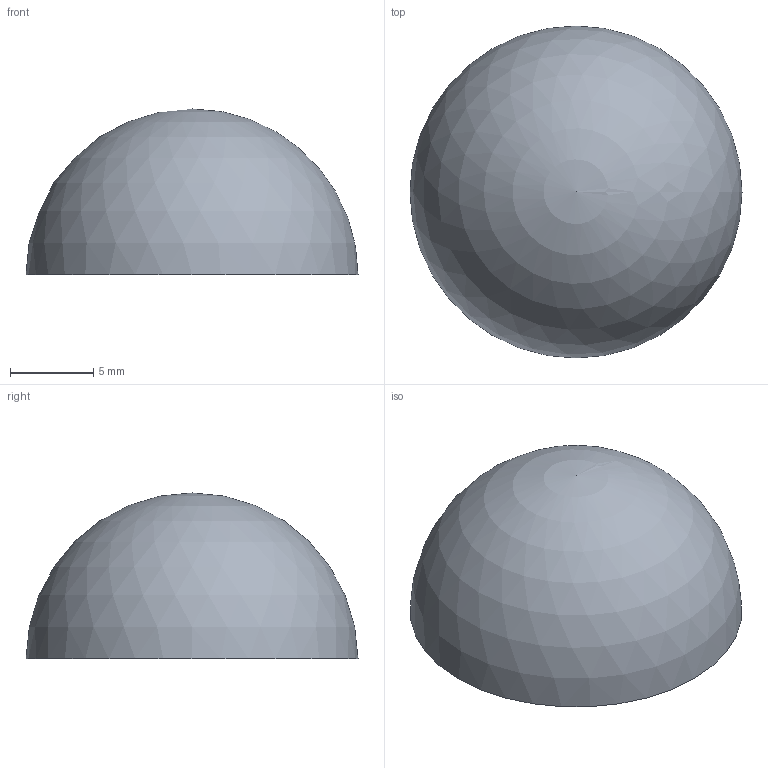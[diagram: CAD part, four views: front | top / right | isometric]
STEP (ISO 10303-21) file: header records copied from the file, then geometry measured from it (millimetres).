
FILE_DESCRIPTION(('FreeCAD Model'),'2;1');
FILE_NAME('Open CASCADE Shape Model','2025-07-03T13:56:35',(''),(''), 'Open CASCADE STEP processor 7.8','FreeCAD','Unknown');
FILE_SCHEMA(('AUTOMOTIVE_DESIGN { 1 0 10303 214 1 1 1 1 }'));
Length unit declared in the file: millimetre
Products named in the file (1): HollowHemisphere
Bounding box: 20 x 20 x 10 mm (x, y, z)
Volume: 93 mm3; surface area: 1859.9 mm2
Topology: 1 solids, 2 shells, 4 faces, 9 edges, 7 vertices
Faces by surface type: sphere 2, plane 2
Entity records: 134 total; most frequent: DIRECTION 24, CARTESIAN_POINT 19, ORIENTED_EDGE 14, AXIS2_PLACEMENT_3D 12, EDGE_CURVE 7, VERTEX_POINT 7, CIRCLE 7, ADVANCED_FACE 4
